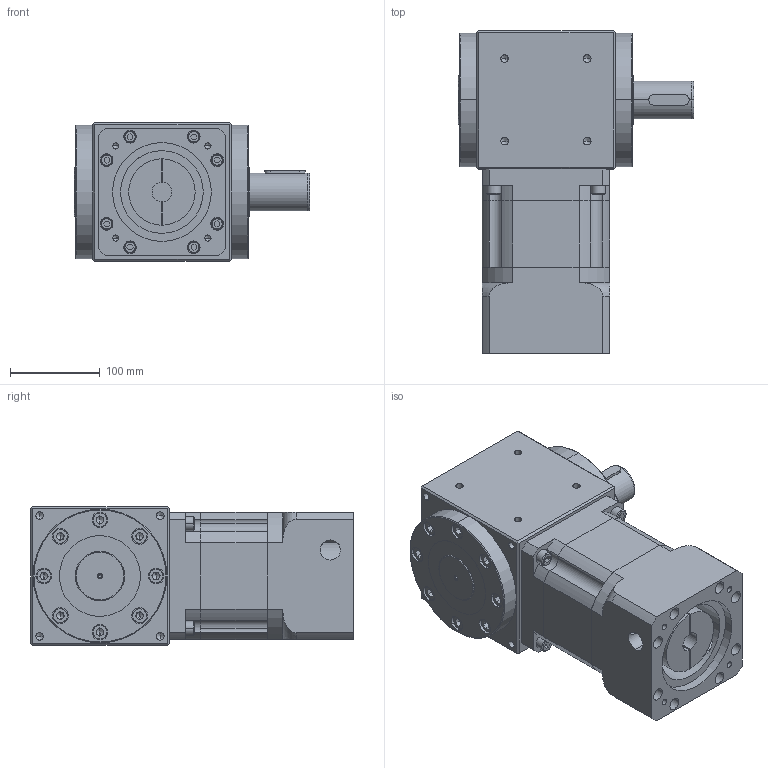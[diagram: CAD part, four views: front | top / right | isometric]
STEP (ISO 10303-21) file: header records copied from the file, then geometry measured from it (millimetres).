
FILE_DESCRIPTION (( 'STEP AP214' ), '1' );
FILE_NAME ('RAM150-L1-XX-S-22-110-145-M8_2019.STEP', '2019-04-10T00:47:08', ( 'Y' ), ( 'NCU' ), 'SwSTEP 2.0', 'SolidWorks 2016', '' );
FILE_SCHEMA (( 'AUTOMOTIVE_DESIGN' ));
Length unit declared in the file: millimetre
Products named in the file (1): RAM150-L1-XX-S-22-110-145-M8_2019
Bounding box: 262 x 359 x 154 mm (x, y, z)
Volume: 7917622.7 mm3; surface area: 517519.9 mm2
Topology: 5 solids, 22 shells, 882 faces, 2065 edges, 1267 vertices
Faces by surface type: plane 429, cylinder 293, cone 114, torus 46
Entity records: 26453 total; most frequent: CARTESIAN_POINT 4893, DIRECTION 4535, ORIENTED_EDGE 3958, EDGE_CURVE 1979, AXIS2_PLACEMENT_3D 1713, VERTEX_POINT 1267, LINE 1109, VECTOR 1109
